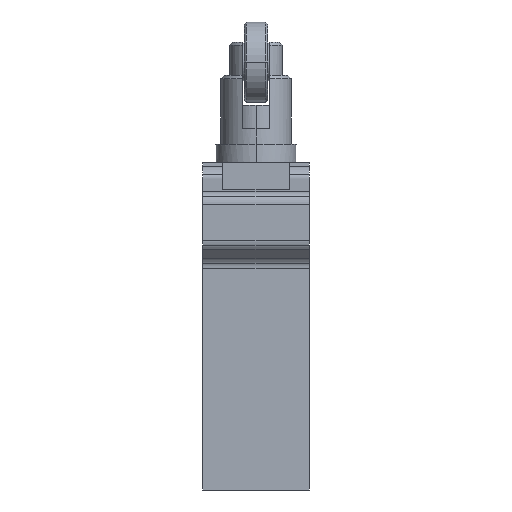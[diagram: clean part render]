
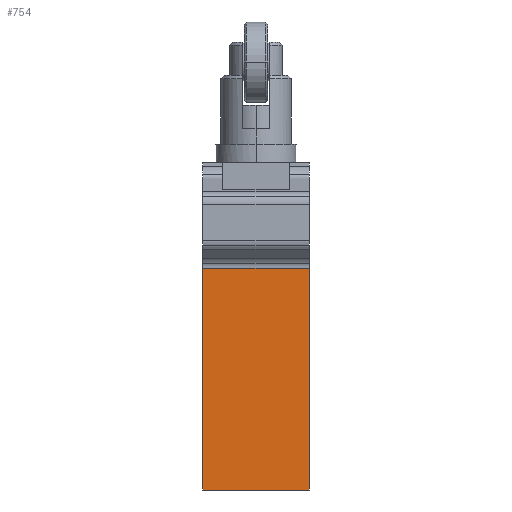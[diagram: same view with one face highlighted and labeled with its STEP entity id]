
A CAD part, left-side view. The second image highlights one B-rep face of the part: STEP entity #754.
In plain terms, the highlighted planar face has unit normal (-1, 0, 0).
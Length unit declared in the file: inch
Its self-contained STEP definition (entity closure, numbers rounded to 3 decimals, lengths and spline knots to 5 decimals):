
#257 = VERTEX_POINT ( 'NONE', #643 ) ;
#643 = CARTESIAN_POINT ( 'NONE',  ( -0.59055, -0.62992, -1.5748 ) ) ;
#654 = EDGE_CURVE ( 'NONE', #257, #9909, #6841, .T. ) ;
#754 = ADVANCED_FACE ( 'NONE', ( #8097 ), #4172, .T. ) ;
#1156 = ORIENTED_EDGE ( 'NONE', *, *, #5406, .F. ) ;
#1493 = VECTOR ( 'NONE', #4639, 39.37008 ) ;
#1648 = VERTEX_POINT ( 'NONE', #3764 ) ;
#2060 = EDGE_CURVE ( 'NONE', #2407, #1648, #8366, .T. ) ;
#2384 = AXIS2_PLACEMENT_3D ( 'NONE', #3218, #5697, #6519 ) ;
#2407 = VERTEX_POINT ( 'NONE', #3413 ) ;
#2507 = VECTOR ( 'NONE', #10334, 39.37008 ) ;
#2540 = ORIENTED_EDGE ( 'NONE', *, *, #2060, .T. ) ;
#2920 = CARTESIAN_POINT ( 'NONE',  ( -0.59055, 0., -0.26687 ) ) ;
#3218 = CARTESIAN_POINT ( 'NONE',  ( -0.59055, 0., -1.5748 ) ) ;
#3285 = EDGE_CURVE ( 'NONE', #1648, #257, #8344, .T. ) ;
#3413 = CARTESIAN_POINT ( 'NONE',  ( -0.59055, 0., -0.26687 ) ) ;
#3415 = CARTESIAN_POINT ( 'NONE',  ( -0.59055, -0.62992, -0.26687 ) ) ;
#3677 = CARTESIAN_POINT ( 'NONE',  ( -0.59055, 0., -0.26687 ) ) ;
#3764 = CARTESIAN_POINT ( 'NONE',  ( -0.59055, 0., -1.5748 ) ) ;
#3842 = CARTESIAN_POINT ( 'NONE',  ( -0.59055, 0., -1.5748 ) ) ;
#4172 = PLANE ( 'NONE',  #2384 ) ;
#4639 = DIRECTION ( 'NONE',  ( 0., -1., 0. ) ) ;
#4848 = ORIENTED_EDGE ( 'NONE', *, *, #3285, .T. ) ;
#5286 = DIRECTION ( 'NONE',  ( 0., 0., -1. ) ) ;
#5406 = EDGE_CURVE ( 'NONE', #2407, #9909, #8443, .T. ) ;
#5697 = DIRECTION ( 'NONE',  ( -1., 0., 0. ) ) ;
#5780 = VECTOR ( 'NONE', #8632, 39.37008 ) ;
#6519 = DIRECTION ( 'NONE',  ( 0., 0., 1. ) ) ;
#6841 = LINE ( 'NONE', #9567, #2507 ) ;
#7372 = ORIENTED_EDGE ( 'NONE', *, *, #654, .T. ) ;
#8097 = FACE_OUTER_BOUND ( 'NONE', #9536, .T. ) ;
#8344 = LINE ( 'NONE', #3842, #1493 ) ;
#8366 = LINE ( 'NONE', #3677, #10133 ) ;
#8443 = LINE ( 'NONE', #2920, #5780 ) ;
#8632 = DIRECTION ( 'NONE',  ( 0., -1., 0. ) ) ;
#9536 = EDGE_LOOP ( 'NONE', ( #1156, #2540, #4848, #7372 ) ) ;
#9567 = CARTESIAN_POINT ( 'NONE',  ( -0.59055, -0.62992, -1.5748 ) ) ;
#9909 = VERTEX_POINT ( 'NONE', #3415 ) ;
#10133 = VECTOR ( 'NONE', #5286, 39.37008 ) ;
#10334 = DIRECTION ( 'NONE',  ( 0., 0., 1. ) ) ;
